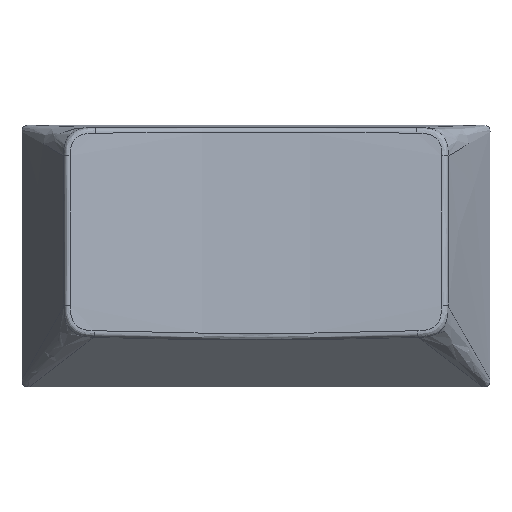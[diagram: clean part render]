
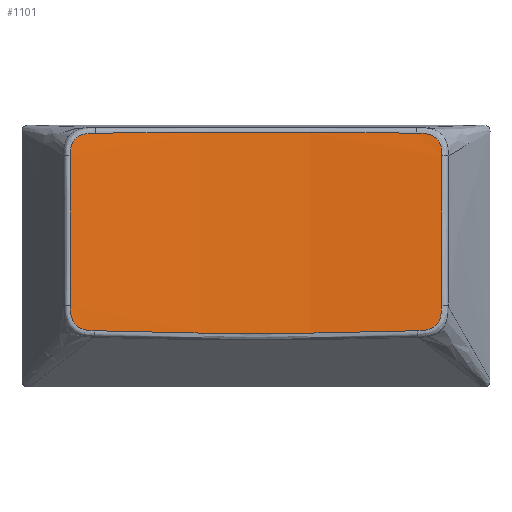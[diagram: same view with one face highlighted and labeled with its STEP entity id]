
A CAD part, top view. The second image highlights one B-rep face of the part: STEP entity #1101.
In plain terms, the highlighted cylindrical face has radius 157.926 mm (diameter 315.852 mm), a partial arc.
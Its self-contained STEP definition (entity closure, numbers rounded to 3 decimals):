
#14=CIRCLE('',#1176,156.415);
#21=CYLINDRICAL_SURFACE('',#1175,157.926);
#69=FACE_OUTER_BOUND('',#135,.T.);
#135=EDGE_LOOP('',(#779,#780,#781,#782,#783,#784,#785,#786));
#208=B_SPLINE_CURVE_WITH_KNOTS('',3,(#2102,#2103,#2104,#2105,#2106),
 .UNSPECIFIED.,.F.,.F.,(4,1,4),(-0.153,11.081,22.314),
 .UNSPECIFIED.);
#209=B_SPLINE_CURVE_WITH_KNOTS('',3,(#2108,#2109,#2110,#2111,#2112,#2113,
#2114,#2115,#2116,#2117,#2118,#2119,#2120,#2121,#2122),.UNSPECIFIED.,.F.,
 .F.,(4,1,1,1,1,1,1,1,1,1,1,1,4),(0.174,0.595,0.969,1.298,
1.449,1.6,1.75,1.899,2.222,2.405,2.587,
2.792,2.997),.UNSPECIFIED.);
#210=B_SPLINE_CURVE_WITH_KNOTS('',3,(#2124,#2125,#2126,#2127),
 .UNSPECIFIED.,.F.,.F.,(4,4),(-0.174,10.26),.UNSPECIFIED.);
#211=B_SPLINE_CURVE_WITH_KNOTS('',3,(#2129,#2130,#2131,#2132,#2133,#2134,
#2135,#2136,#2137,#2138,#2139),.UNSPECIFIED.,.F.,.F.,(4,1,1,1,1,1,1,1,4),
(0.245,0.683,1.072,1.416,1.727,2.022,
2.325,2.655,3.022),.UNSPECIFIED.);
#212=B_SPLINE_CURVE_WITH_KNOTS('',3,(#2143,#2144,#2145,#2146,#2147,#2148,
#2149,#2150,#2151,#2152),.UNSPECIFIED.,.F.,.F.,(4,1,1,1,1,1,1,4),(0.116,
0.483,0.813,1.116,1.411,1.721,2.065,
2.893),.UNSPECIFIED.);
#213=B_SPLINE_CURVE_WITH_KNOTS('',3,(#2154,#2155,#2156,#2157),
 .UNSPECIFIED.,.F.,.F.,(4,4),(-0.116,10.318),.UNSPECIFIED.);
#214=B_SPLINE_CURVE_WITH_KNOTS('',3,(#2158,#2159,#2160,#2161,#2162,#2163,
#2164,#2165,#2166,#2167,#2168,#2169,#2170,#2171,#2172),.UNSPECIFIED.,.F.,
 .F.,(4,1,1,1,1,1,1,1,1,1,1,1,4),(0.153,0.562,0.927,1.25,
1.4,1.549,1.7,1.851,2.181,2.368,
2.554,2.765,2.975),.UNSPECIFIED.);
#488=VERTEX_POINT('',#2100);
#489=VERTEX_POINT('',#2101);
#490=VERTEX_POINT('',#2107);
#491=VERTEX_POINT('',#2123);
#492=VERTEX_POINT('',#2128);
#493=VERTEX_POINT('',#2140);
#494=VERTEX_POINT('',#2142);
#495=VERTEX_POINT('',#2153);
#599=EDGE_CURVE('',#488,#489,#208,.T.);
#600=EDGE_CURVE('',#489,#490,#209,.F.);
#601=EDGE_CURVE('',#490,#491,#210,.T.);
#602=EDGE_CURVE('',#491,#492,#211,.F.);
#603=EDGE_CURVE('',#492,#493,#14,.T.);
#604=EDGE_CURVE('',#493,#494,#212,.F.);
#605=EDGE_CURVE('',#494,#495,#213,.T.);
#606=EDGE_CURVE('',#495,#488,#214,.F.);
#779=ORIENTED_EDGE('',*,*,#599,.T.);
#780=ORIENTED_EDGE('',*,*,#600,.T.);
#781=ORIENTED_EDGE('',*,*,#601,.T.);
#782=ORIENTED_EDGE('',*,*,#602,.T.);
#783=ORIENTED_EDGE('',*,*,#603,.T.);
#784=ORIENTED_EDGE('',*,*,#604,.T.);
#785=ORIENTED_EDGE('',*,*,#605,.T.);
#786=ORIENTED_EDGE('',*,*,#606,.T.);
#1101=ADVANCED_FACE('',(#69),#21,.F.);
#1175=AXIS2_PLACEMENT_3D('',#2099,#1272,#1273);
#1176=AXIS2_PLACEMENT_3D('',#2141,#1274,#1275);
#1272=DIRECTION('center_axis',(0.,-0.995,
0.103));
#1273=DIRECTION('ref_axis',(-0.458,0.092,0.884));
#1274=DIRECTION('center_axis',(0.,0.999,0.035));
#1275=DIRECTION('ref_axis',(-0.071,0.035,-0.997));
#2099=CARTESIAN_POINT('Origin',(0.,-70.745,146.325));
#2100=CARTESIAN_POINT('',(-11.19,-6.842,-18.696));
#2101=CARTESIAN_POINT('',(11.19,-6.842,-18.696));
#2102=CARTESIAN_POINT('Ctrl Pts',(-11.19,-6.842,-18.696));
#2103=CARTESIAN_POINT('Ctrl Pts',(-7.467,-6.965,-18.949));
#2104=CARTESIAN_POINT('Ctrl Pts',(0.,-7.087,
-19.203));
#2105=CARTESIAN_POINT('Ctrl Pts',(7.467,-6.965,-18.949));
#2106=CARTESIAN_POINT('Ctrl Pts',(11.19,-6.842,-18.696));
#2107=CARTESIAN_POINT('',(12.844,-5.102,-18.75));
#2108=CARTESIAN_POINT('Ctrl Pts',(12.844,-5.102,-18.75));
#2109=CARTESIAN_POINT('Ctrl Pts',(12.844,-5.242,-18.735));
#2110=CARTESIAN_POINT('Ctrl Pts',(12.84,-5.505,-18.708));
#2111=CARTESIAN_POINT('Ctrl Pts',(12.787,-5.876,-18.674));
#2112=CARTESIAN_POINT('Ctrl Pts',(12.69,-6.144,-18.654));
#2113=CARTESIAN_POINT('Ctrl Pts',(12.58,-6.323,-18.645));
#2114=CARTESIAN_POINT('Ctrl Pts',(12.484,-6.438,-18.64));
#2115=CARTESIAN_POINT('Ctrl Pts',(12.373,-6.539,-18.639));
#2116=CARTESIAN_POINT('Ctrl Pts',(12.201,-6.656,-18.64));
#2117=CARTESIAN_POINT('Ctrl Pts',(11.999,-6.739,-18.647));
#2118=CARTESIAN_POINT('Ctrl Pts',(11.776,-6.791,-18.658));
#2119=CARTESIAN_POINT('Ctrl Pts',(11.589,-6.819,-18.669));
#2120=CARTESIAN_POINT('Ctrl Pts',(11.394,-6.834,-18.682));
#2121=CARTESIAN_POINT('Ctrl Pts',(11.258,-6.84,-18.691));
#2122=CARTESIAN_POINT('Ctrl Pts',(11.19,-6.842,-18.696));
#2123=CARTESIAN_POINT('',(12.852,5.276,-19.828));
#2124=CARTESIAN_POINT('Ctrl Pts',(12.844,-5.102,-18.75));
#2125=CARTESIAN_POINT('Ctrl Pts',(12.846,-1.643,-19.109));
#2126=CARTESIAN_POINT('Ctrl Pts',(12.849,1.817,-19.469));
#2127=CARTESIAN_POINT('Ctrl Pts',(12.852,5.276,-19.828));
#2128=CARTESIAN_POINT('',(11.103,6.842,-20.125));
#2129=CARTESIAN_POINT('Ctrl Pts',(11.103,6.842,-20.125));
#2130=CARTESIAN_POINT('Ctrl Pts',(11.248,6.842,-20.114));
#2131=CARTESIAN_POINT('Ctrl Pts',(11.523,6.837,-20.094));
#2132=CARTESIAN_POINT('Ctrl Pts',(11.907,6.78,-20.059));
#2133=CARTESIAN_POINT('Ctrl Pts',(12.233,6.661,-20.022));
#2134=CARTESIAN_POINT('Ctrl Pts',(12.49,6.48,-19.983));
#2135=CARTESIAN_POINT('Ctrl Pts',(12.678,6.243,-19.943));
#2136=CARTESIAN_POINT('Ctrl Pts',(12.797,5.957,-19.903));
#2137=CARTESIAN_POINT('Ctrl Pts',(12.849,5.629,-19.865));
#2138=CARTESIAN_POINT('Ctrl Pts',(12.852,5.398,-19.841));
#2139=CARTESIAN_POINT('Ctrl Pts',(12.852,5.276,-19.828));
#2140=CARTESIAN_POINT('',(-11.103,6.842,-20.125));
#2141=CARTESIAN_POINT('Origin',(0.,1.376,135.8));
#2142=CARTESIAN_POINT('',(-12.852,5.276,-19.828));
#2143=CARTESIAN_POINT('Ctrl Pts',(-12.852,5.276,-19.828));
#2144=CARTESIAN_POINT('Ctrl Pts',(-12.852,5.398,-19.841));
#2145=CARTESIAN_POINT('Ctrl Pts',(-12.849,5.629,-19.865));
#2146=CARTESIAN_POINT('Ctrl Pts',(-12.797,5.957,-19.903));
#2147=CARTESIAN_POINT('Ctrl Pts',(-12.678,6.243,-19.943));
#2148=CARTESIAN_POINT('Ctrl Pts',(-12.49,6.48,-19.983));
#2149=CARTESIAN_POINT('Ctrl Pts',(-12.233,6.661,-20.022));
#2150=CARTESIAN_POINT('Ctrl Pts',(-11.77,6.83,-20.075));
#2151=CARTESIAN_POINT('Ctrl Pts',(-11.376,6.841,-20.105));
#2152=CARTESIAN_POINT('Ctrl Pts',(-11.103,6.842,-20.125));
#2153=CARTESIAN_POINT('',(-12.844,-5.102,-18.75));
#2154=CARTESIAN_POINT('Ctrl Pts',(-12.852,5.276,-19.828));
#2155=CARTESIAN_POINT('Ctrl Pts',(-12.849,1.817,-19.469));
#2156=CARTESIAN_POINT('Ctrl Pts',(-12.846,-1.643,-19.109));
#2157=CARTESIAN_POINT('Ctrl Pts',(-12.844,-5.102,-18.75));
#2158=CARTESIAN_POINT('Ctrl Pts',(-11.19,-6.842,-18.696));
#2159=CARTESIAN_POINT('Ctrl Pts',(-11.326,-6.838,-18.687));
#2160=CARTESIAN_POINT('Ctrl Pts',(-11.583,-6.826,-18.669));
#2161=CARTESIAN_POINT('Ctrl Pts',(-11.942,-6.762,-18.649));
#2162=CARTESIAN_POINT('Ctrl Pts',(-12.201,-6.656,-18.64));
#2163=CARTESIAN_POINT('Ctrl Pts',(-12.373,-6.539,-18.639));
#2164=CARTESIAN_POINT('Ctrl Pts',(-12.484,-6.439,-18.64));
#2165=CARTESIAN_POINT('Ctrl Pts',(-12.58,-6.323,-18.645));
#2166=CARTESIAN_POINT('Ctrl Pts',(-12.69,-6.144,-18.654));
#2167=CARTESIAN_POINT('Ctrl Pts',(-12.766,-5.934,-18.67));
#2168=CARTESIAN_POINT('Ctrl Pts',(-12.811,-5.705,-18.69));
#2169=CARTESIAN_POINT('Ctrl Pts',(-12.833,-5.513,-18.708));
#2170=CARTESIAN_POINT('Ctrl Pts',(-12.843,-5.311,-18.728));
#2171=CARTESIAN_POINT('Ctrl Pts',(-12.844,-5.172,-18.743));
#2172=CARTESIAN_POINT('Ctrl Pts',(-12.844,-5.102,-18.75));
